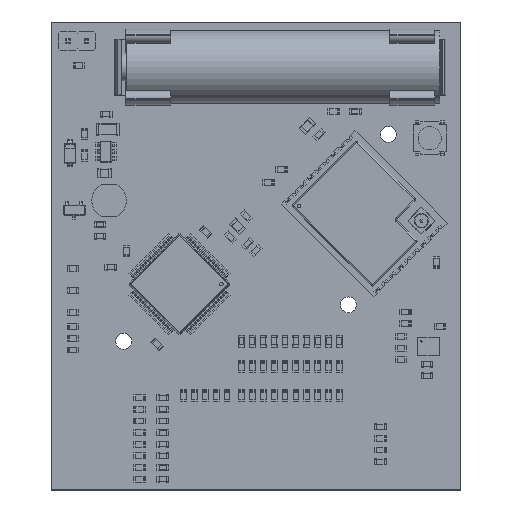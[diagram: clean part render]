
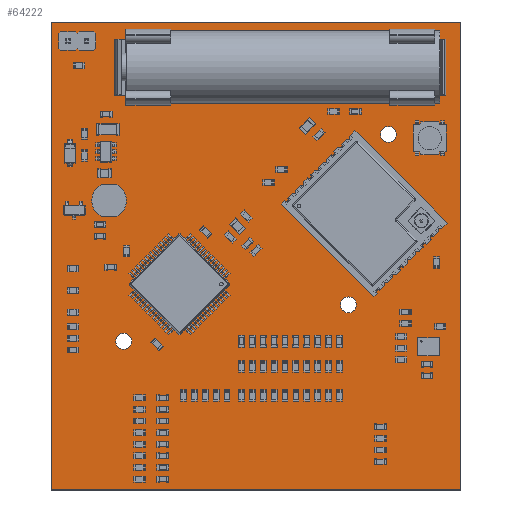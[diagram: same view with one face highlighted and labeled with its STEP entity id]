
A CAD part, top view. The second image highlights one B-rep face of the part: STEP entity #64222.
In plain terms, the highlighted planar face has unit normal (0, 0, 1).
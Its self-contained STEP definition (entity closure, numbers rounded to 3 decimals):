
#63879 = VERTEX_POINT('',#63880);
#63880 = CARTESIAN_POINT('',(156.5,-144.519,1.09));
#63886 = EDGE_CURVE('',#63879,#63887,#63889,.T.);
#63887 = VERTEX_POINT('',#63888);
#63888 = CARTESIAN_POINT('',(100.,-144.519,1.09));
#63889 = LINE('',#63890,#63891);
#63890 = CARTESIAN_POINT('',(156.5,-144.519,1.09));
#63891 = VECTOR('',#63892,1.);
#63892 = DIRECTION('',(-1.,0.,0.));
#63919 = VERTEX_POINT('',#63920);
#63920 = CARTESIAN_POINT('',(156.5,-80.,1.09));
#63926 = EDGE_CURVE('',#63919,#63879,#63927,.T.);
#63927 = LINE('',#63928,#63929);
#63928 = CARTESIAN_POINT('',(156.5,-80.,1.09));
#63929 = VECTOR('',#63930,1.);
#63930 = DIRECTION('',(0.,-1.,0.));
#63948 = EDGE_CURVE('',#63887,#63949,#63951,.T.);
#63949 = VERTEX_POINT('',#63950);
#63950 = CARTESIAN_POINT('',(100.,-80.,1.09));
#63951 = LINE('',#63952,#63953);
#63952 = CARTESIAN_POINT('',(100.,-144.519,1.09));
#63953 = VECTOR('',#63954,1.);
#63954 = DIRECTION('',(0.,1.,0.));
#64222 = ADVANCED_FACE('',(#64223,#64234,#64245,#64256,#64267,#64278,
    #64289,#64300,#64311,#64322,#64333,#64344,#64355,#64366,#64377,
    #64388,#64399,#64410,#64421,#64432,#64443,#64454),#64465,.T.);
#64223 = FACE_BOUND('',#64224,.T.);
#64224 = EDGE_LOOP('',(#64225,#64226,#64227,#64233));
#64225 = ORIENTED_EDGE('',*,*,#63886,.F.);
#64226 = ORIENTED_EDGE('',*,*,#63926,.F.);
#64227 = ORIENTED_EDGE('',*,*,#64228,.F.);
#64228 = EDGE_CURVE('',#63949,#63919,#64229,.T.);
#64229 = LINE('',#64230,#64231);
#64230 = CARTESIAN_POINT('',(100.,-80.,1.09));
#64231 = VECTOR('',#64232,1.);
#64232 = DIRECTION('',(1.,0.,0.));
#64233 = ORIENTED_EDGE('',*,*,#63948,.F.);
#64234 = FACE_BOUND('',#64235,.T.);
#64235 = EDGE_LOOP('',(#64236));
#64236 = ORIENTED_EDGE('',*,*,#64237,.T.);
#64237 = EDGE_CURVE('',#64238,#64238,#64240,.T.);
#64238 = VERTEX_POINT('',#64239);
#64239 = CARTESIAN_POINT('',(110.,-125.1,1.09));
#64240 = CIRCLE('',#64241,1.1);
#64241 = AXIS2_PLACEMENT_3D('',#64242,#64243,#64244);
#64242 = CARTESIAN_POINT('',(110.,-124.,1.09));
#64243 = DIRECTION('',(-0.,0.,-1.));
#64244 = DIRECTION('',(-0.,-1.,0.));
#64245 = FACE_BOUND('',#64246,.T.);
#64246 = EDGE_LOOP('',(#64247));
#64247 = ORIENTED_EDGE('',*,*,#64248,.T.);
#64248 = EDGE_CURVE('',#64249,#64249,#64251,.T.);
#64249 = VERTEX_POINT('',#64250);
#64250 = CARTESIAN_POINT('',(141.,-120.1,1.09));
#64251 = CIRCLE('',#64252,1.1);
#64252 = AXIS2_PLACEMENT_3D('',#64253,#64254,#64255);
#64253 = CARTESIAN_POINT('',(141.,-119.,1.09));
#64254 = DIRECTION('',(-0.,0.,-1.));
#64255 = DIRECTION('',(-0.,-1.,0.));
#64256 = FACE_BOUND('',#64257,.T.);
#64257 = EDGE_LOOP('',(#64258));
#64258 = ORIENTED_EDGE('',*,*,#64259,.T.);
#64259 = EDGE_CURVE('',#64260,#64260,#64262,.T.);
#64260 = VERTEX_POINT('',#64261);
#64261 = CARTESIAN_POINT('',(142.4,-107.896,1.09));
#64262 = CIRCLE('',#64263,0.1);
#64263 = AXIS2_PLACEMENT_3D('',#64264,#64265,#64266);
#64264 = CARTESIAN_POINT('',(142.4,-107.796,1.09));
#64265 = DIRECTION('',(-0.,0.,-1.));
#64266 = DIRECTION('',(-0.,-1.,0.));
#64267 = FACE_BOUND('',#64268,.T.);
#64268 = EDGE_LOOP('',(#64269));
#64269 = ORIENTED_EDGE('',*,*,#64270,.T.);
#64270 = EDGE_CURVE('',#64271,#64271,#64273,.T.);
#64271 = VERTEX_POINT('',#64272);
#64272 = CARTESIAN_POINT('',(143.178,-108.674,1.09));
#64273 = CIRCLE('',#64274,0.1);
#64274 = AXIS2_PLACEMENT_3D('',#64275,#64276,#64277);
#64275 = CARTESIAN_POINT('',(143.178,-108.574,1.09));
#64276 = DIRECTION('',(-0.,0.,-1.));
#64277 = DIRECTION('',(-0.,-1.,0.));
#64278 = FACE_BOUND('',#64279,.T.);
#64279 = EDGE_LOOP('',(#64280));
#64280 = ORIENTED_EDGE('',*,*,#64281,.T.);
#64281 = EDGE_CURVE('',#64282,#64282,#64284,.T.);
#64282 = VERTEX_POINT('',#64283);
#64283 = CARTESIAN_POINT('',(143.956,-108.674,1.09));
#64284 = CIRCLE('',#64285,0.1);
#64285 = AXIS2_PLACEMENT_3D('',#64286,#64287,#64288);
#64286 = CARTESIAN_POINT('',(143.956,-108.574,1.09));
#64287 = DIRECTION('',(-0.,0.,-1.));
#64288 = DIRECTION('',(-0.,-1.,0.));
#64289 = FACE_BOUND('',#64290,.T.);
#64290 = EDGE_LOOP('',(#64291));
#64291 = ORIENTED_EDGE('',*,*,#64292,.T.);
#64292 = EDGE_CURVE('',#64293,#64293,#64295,.T.);
#64293 = VERTEX_POINT('',#64294);
#64294 = CARTESIAN_POINT('',(143.178,-107.896,1.09));
#64295 = CIRCLE('',#64296,0.1);
#64296 = AXIS2_PLACEMENT_3D('',#64297,#64298,#64299);
#64297 = CARTESIAN_POINT('',(143.178,-107.796,1.09));
#64298 = DIRECTION('',(-0.,0.,-1.));
#64299 = DIRECTION('',(-0.,-1.,0.));
#64300 = FACE_BOUND('',#64301,.T.);
#64301 = EDGE_LOOP('',(#64302));
#64302 = ORIENTED_EDGE('',*,*,#64303,.T.);
#64303 = EDGE_CURVE('',#64304,#64304,#64306,.T.);
#64304 = VERTEX_POINT('',#64305);
#64305 = CARTESIAN_POINT('',(143.956,-107.896,1.09));
#64306 = CIRCLE('',#64307,0.1);
#64307 = AXIS2_PLACEMENT_3D('',#64308,#64309,#64310);
#64308 = CARTESIAN_POINT('',(143.956,-107.796,1.09));
#64309 = DIRECTION('',(-0.,0.,-1.));
#64310 = DIRECTION('',(-0.,-1.,0.));
#64311 = FACE_BOUND('',#64312,.T.);
#64312 = EDGE_LOOP('',(#64313));
#64313 = ORIENTED_EDGE('',*,*,#64314,.T.);
#64314 = EDGE_CURVE('',#64315,#64315,#64317,.T.);
#64315 = VERTEX_POINT('',#64316);
#64316 = CARTESIAN_POINT('',(142.4,-107.119,1.09));
#64317 = CIRCLE('',#64318,0.1);
#64318 = AXIS2_PLACEMENT_3D('',#64319,#64320,#64321);
#64319 = CARTESIAN_POINT('',(142.4,-107.019,1.09));
#64320 = DIRECTION('',(-0.,0.,-1.));
#64321 = DIRECTION('',(-0.,-1.,0.));
#64322 = FACE_BOUND('',#64323,.T.);
#64323 = EDGE_LOOP('',(#64324));
#64324 = ORIENTED_EDGE('',*,*,#64325,.T.);
#64325 = EDGE_CURVE('',#64326,#64326,#64328,.T.);
#64326 = VERTEX_POINT('',#64327);
#64327 = CARTESIAN_POINT('',(143.178,-107.119,1.09));
#64328 = CIRCLE('',#64329,0.1);
#64329 = AXIS2_PLACEMENT_3D('',#64330,#64331,#64332);
#64330 = CARTESIAN_POINT('',(143.178,-107.019,1.09));
#64331 = DIRECTION('',(-0.,0.,-1.));
#64332 = DIRECTION('',(-0.,-1.,0.));
#64333 = FACE_BOUND('',#64334,.T.);
#64334 = EDGE_LOOP('',(#64335));
#64335 = ORIENTED_EDGE('',*,*,#64336,.T.);
#64336 = EDGE_CURVE('',#64337,#64337,#64339,.T.);
#64337 = VERTEX_POINT('',#64338);
#64338 = CARTESIAN_POINT('',(143.956,-107.119,1.09));
#64339 = CIRCLE('',#64340,0.1);
#64340 = AXIS2_PLACEMENT_3D('',#64341,#64342,#64343);
#64341 = CARTESIAN_POINT('',(143.956,-107.019,1.09));
#64342 = DIRECTION('',(-0.,0.,-1.));
#64343 = DIRECTION('',(-0.,-1.,0.));
#64344 = FACE_BOUND('',#64345,.T.);
#64345 = EDGE_LOOP('',(#64346));
#64346 = ORIENTED_EDGE('',*,*,#64347,.T.);
#64347 = EDGE_CURVE('',#64348,#64348,#64350,.T.);
#64348 = VERTEX_POINT('',#64349);
#64349 = CARTESIAN_POINT('',(144.733,-107.896,1.09));
#64350 = CIRCLE('',#64351,0.1);
#64351 = AXIS2_PLACEMENT_3D('',#64352,#64353,#64354);
#64352 = CARTESIAN_POINT('',(144.733,-107.796,1.09));
#64353 = DIRECTION('',(-0.,0.,-1.));
#64354 = DIRECTION('',(-0.,-1.,0.));
#64355 = FACE_BOUND('',#64356,.T.);
#64356 = EDGE_LOOP('',(#64357));
#64357 = ORIENTED_EDGE('',*,*,#64358,.T.);
#64358 = EDGE_CURVE('',#64359,#64359,#64361,.T.);
#64359 = VERTEX_POINT('',#64360);
#64360 = CARTESIAN_POINT('',(144.733,-107.119,1.09));
#64361 = CIRCLE('',#64362,0.1);
#64362 = AXIS2_PLACEMENT_3D('',#64363,#64364,#64365);
#64363 = CARTESIAN_POINT('',(144.733,-107.019,1.09));
#64364 = DIRECTION('',(-0.,0.,-1.));
#64365 = DIRECTION('',(-0.,-1.,0.));
#64366 = FACE_BOUND('',#64367,.T.);
#64367 = EDGE_LOOP('',(#64368));
#64368 = ORIENTED_EDGE('',*,*,#64369,.T.);
#64369 = EDGE_CURVE('',#64370,#64370,#64372,.T.);
#64370 = VERTEX_POINT('',#64371);
#64371 = CARTESIAN_POINT('',(143.178,-106.341,1.09));
#64372 = CIRCLE('',#64373,0.1);
#64373 = AXIS2_PLACEMENT_3D('',#64374,#64375,#64376);
#64374 = CARTESIAN_POINT('',(143.178,-106.241,1.09));
#64375 = DIRECTION('',(-0.,0.,-1.));
#64376 = DIRECTION('',(-0.,-1.,0.));
#64377 = FACE_BOUND('',#64378,.T.);
#64378 = EDGE_LOOP('',(#64379));
#64379 = ORIENTED_EDGE('',*,*,#64380,.T.);
#64380 = EDGE_CURVE('',#64381,#64381,#64383,.T.);
#64381 = VERTEX_POINT('',#64382);
#64382 = CARTESIAN_POINT('',(143.956,-106.341,1.09));
#64383 = CIRCLE('',#64384,0.1);
#64384 = AXIS2_PLACEMENT_3D('',#64385,#64386,#64387);
#64385 = CARTESIAN_POINT('',(143.956,-106.241,1.09));
#64386 = DIRECTION('',(-0.,0.,-1.));
#64387 = DIRECTION('',(-0.,-1.,0.));
#64388 = FACE_BOUND('',#64389,.T.);
#64389 = EDGE_LOOP('',(#64390));
#64390 = ORIENTED_EDGE('',*,*,#64391,.T.);
#64391 = EDGE_CURVE('',#64392,#64392,#64394,.T.);
#64392 = VERTEX_POINT('',#64393);
#64393 = CARTESIAN_POINT('',(102.335,-83.119,1.09));
#64394 = CIRCLE('',#64395,0.5);
#64395 = AXIS2_PLACEMENT_3D('',#64396,#64397,#64398);
#64396 = CARTESIAN_POINT('',(102.335,-82.619,1.09));
#64397 = DIRECTION('',(-0.,0.,-1.));
#64398 = DIRECTION('',(-0.,-1.,0.));
#64399 = FACE_BOUND('',#64400,.T.);
#64400 = EDGE_LOOP('',(#64401));
#64401 = ORIENTED_EDGE('',*,*,#64402,.T.);
#64402 = EDGE_CURVE('',#64403,#64403,#64405,.T.);
#64403 = VERTEX_POINT('',#64404);
#64404 = CARTESIAN_POINT('',(104.875,-83.119,1.09));
#64405 = CIRCLE('',#64406,0.5);
#64406 = AXIS2_PLACEMENT_3D('',#64407,#64408,#64409);
#64407 = CARTESIAN_POINT('',(104.875,-82.619,1.09));
#64408 = DIRECTION('',(-0.,0.,-1.));
#64409 = DIRECTION('',(-0.,-1.,0.));
#64410 = FACE_BOUND('',#64411,.T.);
#64411 = EDGE_LOOP('',(#64412));
#64412 = ORIENTED_EDGE('',*,*,#64413,.T.);
#64413 = EDGE_CURVE('',#64414,#64414,#64416,.T.);
#64414 = VERTEX_POINT('',#64415);
#64415 = CARTESIAN_POINT('',(110.3,-87.119,1.09));
#64416 = CIRCLE('',#64417,0.9);
#64417 = AXIS2_PLACEMENT_3D('',#64418,#64419,#64420);
#64418 = CARTESIAN_POINT('',(110.3,-86.219,1.09));
#64419 = DIRECTION('',(-0.,0.,-1.));
#64420 = DIRECTION('',(0.,-1.,0.));
#64421 = FACE_BOUND('',#64422,.T.);
#64422 = EDGE_LOOP('',(#64423));
#64423 = ORIENTED_EDGE('',*,*,#64424,.T.);
#64424 = EDGE_CURVE('',#64425,#64425,#64427,.T.);
#64425 = VERTEX_POINT('',#64426);
#64426 = CARTESIAN_POINT('',(116.5,-87.119,1.09));
#64427 = CIRCLE('',#64428,0.9);
#64428 = AXIS2_PLACEMENT_3D('',#64429,#64430,#64431);
#64429 = CARTESIAN_POINT('',(116.5,-86.219,1.09));
#64430 = DIRECTION('',(-0.,0.,-1.));
#64431 = DIRECTION('',(-0.,-1.,0.));
#64432 = FACE_BOUND('',#64433,.T.);
#64433 = EDGE_LOOP('',(#64434));
#64434 = ORIENTED_EDGE('',*,*,#64435,.T.);
#64435 = EDGE_CURVE('',#64436,#64436,#64438,.T.);
#64436 = VERTEX_POINT('',#64437);
#64437 = CARTESIAN_POINT('',(146.5,-96.597,1.09));
#64438 = CIRCLE('',#64439,1.1);
#64439 = AXIS2_PLACEMENT_3D('',#64440,#64441,#64442);
#64440 = CARTESIAN_POINT('',(146.5,-95.497,1.09));
#64441 = DIRECTION('',(-0.,0.,-1.));
#64442 = DIRECTION('',(-0.,-1.,0.));
#64443 = FACE_BOUND('',#64444,.T.);
#64444 = EDGE_LOOP('',(#64445));
#64445 = ORIENTED_EDGE('',*,*,#64446,.T.);
#64446 = EDGE_CURVE('',#64447,#64447,#64449,.T.);
#64447 = VERTEX_POINT('',#64448);
#64448 = CARTESIAN_POINT('',(146.7,-87.119,1.09));
#64449 = CIRCLE('',#64450,0.9);
#64450 = AXIS2_PLACEMENT_3D('',#64451,#64452,#64453);
#64451 = CARTESIAN_POINT('',(146.7,-86.219,1.09));
#64452 = DIRECTION('',(-0.,0.,-1.));
#64453 = DIRECTION('',(-0.,-1.,0.));
#64454 = FACE_BOUND('',#64455,.T.);
#64455 = EDGE_LOOP('',(#64456));
#64456 = ORIENTED_EDGE('',*,*,#64457,.T.);
#64457 = EDGE_CURVE('',#64458,#64458,#64460,.T.);
#64458 = VERTEX_POINT('',#64459);
#64459 = CARTESIAN_POINT('',(152.9,-87.119,1.09));
#64460 = CIRCLE('',#64461,0.9);
#64461 = AXIS2_PLACEMENT_3D('',#64462,#64463,#64464);
#64462 = CARTESIAN_POINT('',(152.9,-86.219,1.09));
#64463 = DIRECTION('',(-0.,0.,-1.));
#64464 = DIRECTION('',(-0.,-1.,0.));
#64465 = PLANE('',#64466);
#64466 = AXIS2_PLACEMENT_3D('',#64467,#64468,#64469);
#64467 = CARTESIAN_POINT('',(0.,0.,1.09));
#64468 = DIRECTION('',(0.,0.,1.));
#64469 = DIRECTION('',(1.,0.,-0.));
